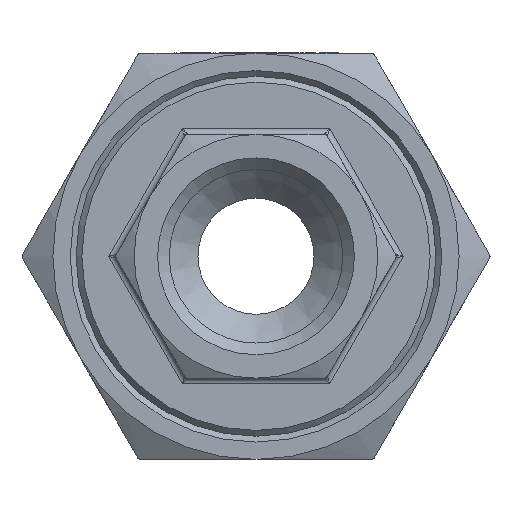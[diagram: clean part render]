
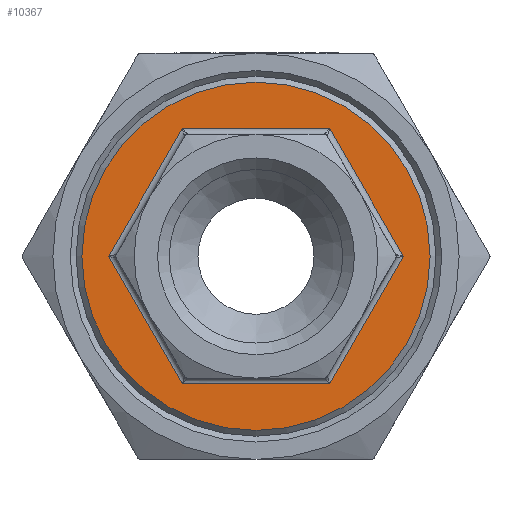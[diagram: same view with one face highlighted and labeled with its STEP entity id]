
A CAD part, left-side view. The second image highlights one B-rep face of the part: STEP entity #10367.
In plain terms, the highlighted planar face has unit normal (-1, 0, 0).
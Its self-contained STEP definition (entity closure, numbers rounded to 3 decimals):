
#970 = VERTEX_POINT ( 'NONE', #14293 ) ;
#999 = VERTEX_POINT ( 'NONE', #14376 ) ;
#1006 = VERTEX_POINT ( 'NONE', #14336 ) ;
#1033 = VERTEX_POINT ( 'NONE', #14348 ) ;
#1043 = VERTEX_POINT ( 'NONE', #14328 ) ;
#1084 = VERTEX_POINT ( 'NONE', #14416 ) ;
#1920 = EDGE_LOOP ( 'NONE', ( #7627 ) ) ;
#1931 = EDGE_LOOP ( 'NONE', ( #7649, #7656, #7666, #7685, #7621, #7670 ) ) ;
#2934 = DIRECTION ( 'NONE',  ( 0., -0.5, 0.866 ) ) ;
#2937 = LINE ( 'NONE', #2942, #10542 ) ;
#2942 = CARTESIAN_POINT ( 'NONE',  ( -7.75, -8.011, -8.125 ) ) ;
#2945 = LINE ( 'NONE', #2977, #10544 ) ;
#2977 = CARTESIAN_POINT ( 'NONE',  ( -7.75, 11.042, -2.875 ) ) ;
#2982 = DIRECTION ( 'NONE',  ( 0., -0.5, -0.866 ) ) ;
#3041 = LINE ( 'NONE', #3042, #5839 ) ;
#3042 = CARTESIAN_POINT ( 'NONE',  ( -7.75, 3.031, -11. ) ) ;
#3057 = DIRECTION ( 'NONE',  ( 0., -1., 0. ) ) ;
#5701 = AXIS2_PLACEMENT_3D ( 'NONE', #12511, #12466, #12459 ) ;
#5839 = VECTOR ( 'NONE', #3057, 1000. ) ;
#7621 = ORIENTED_EDGE ( 'NONE', *, *, #8458, .F. ) ;
#7627 = ORIENTED_EDGE ( 'NONE', *, *, #7854, .T. ) ;
#7649 = ORIENTED_EDGE ( 'NONE', *, *, #8472, .F. ) ;
#7656 = ORIENTED_EDGE ( 'NONE', *, *, #7866, .F. ) ;
#7666 = ORIENTED_EDGE ( 'NONE', *, *, #7895, .F. ) ;
#7670 = ORIENTED_EDGE ( 'NONE', *, *, #8495, .F. ) ;
#7685 = ORIENTED_EDGE ( 'NONE', *, *, #7867, .F. ) ;
#7854 = EDGE_CURVE ( 'NONE', #11516, #11516, #10630, .T. ) ;
#7866 = EDGE_CURVE ( 'NONE', #1033, #970, #14622, .T. ) ;
#7867 = EDGE_CURVE ( 'NONE', #1006, #1043, #14638, .T. ) ;
#7895 = EDGE_CURVE ( 'NONE', #1043, #1033, #14708, .T. ) ;
#8458 = EDGE_CURVE ( 'NONE', #1084, #1006, #2937, .T. ) ;
#8472 = EDGE_CURVE ( 'NONE', #970, #999, #2945, .T. ) ;
#8495 = EDGE_CURVE ( 'NONE', #999, #1084, #3041, .T. ) ;
#10367 = ADVANCED_FACE ( 'NONE', ( #12479, #12488 ), #12465, .F. ) ;
#10542 = VECTOR ( 'NONE', #2934, 1000. ) ;
#10544 = VECTOR ( 'NONE', #2982, 1000. ) ;
#10621 = VECTOR ( 'NONE', #14711, 1000. ) ;
#10630 = CIRCLE ( 'NONE', #10634, 15. ) ;
#10633 = VECTOR ( 'NONE', #14618, 1000. ) ;
#10634 = AXIS2_PLACEMENT_3D ( 'NONE', #14558, #14570, #14591 ) ;
#10639 = VECTOR ( 'NONE', #14623, 1000. ) ;
#11516 = VERTEX_POINT ( 'NONE', #11521 ) ;
#11521 = CARTESIAN_POINT ( 'NONE',  ( -7.75, 0., 15. ) ) ;
#12459 = DIRECTION ( 'NONE',  ( 0., 1., 0. ) ) ;
#12465 = PLANE ( 'NONE',  #5701 ) ;
#12466 = DIRECTION ( 'NONE',  ( 1., 0., 0. ) ) ;
#12479 = FACE_OUTER_BOUND ( 'NONE', #1920, .T. ) ;
#12488 = FACE_BOUND ( 'NONE', #1931, .T. ) ;
#12511 = CARTESIAN_POINT ( 'NONE',  ( -7.75, 0., 0. ) ) ;
#14293 = CARTESIAN_POINT ( 'NONE',  ( -7.75, 12.702, 0. ) ) ;
#14328 = CARTESIAN_POINT ( 'NONE',  ( -7.75, -6.351, 11. ) ) ;
#14336 = CARTESIAN_POINT ( 'NONE',  ( -7.75, -12.702, 0. ) ) ;
#14348 = CARTESIAN_POINT ( 'NONE',  ( -7.75, 6.351, 11. ) ) ;
#14376 = CARTESIAN_POINT ( 'NONE',  ( -7.75, 6.351, -11. ) ) ;
#14416 = CARTESIAN_POINT ( 'NONE',  ( -7.75, -6.351, -11. ) ) ;
#14558 = CARTESIAN_POINT ( 'NONE',  ( -7.75, 0., 0. ) ) ;
#14570 = DIRECTION ( 'NONE',  ( -1., 0., 0. ) ) ;
#14591 = DIRECTION ( 'NONE',  ( 0., 0., 1. ) ) ;
#14617 = CARTESIAN_POINT ( 'NONE',  ( -7.75, 8.011, 8.125 ) ) ;
#14618 = DIRECTION ( 'NONE',  ( 0., 0.5, 0.866 ) ) ;
#14622 = LINE ( 'NONE', #14617, #10639 ) ;
#14623 = DIRECTION ( 'NONE',  ( 0., 0.5, -0.866 ) ) ;
#14638 = LINE ( 'NONE', #14644, #10633 ) ;
#14644 = CARTESIAN_POINT ( 'NONE',  ( -7.75, -11.042, 2.875 ) ) ;
#14700 = CARTESIAN_POINT ( 'NONE',  ( -7.75, -3.031, 11. ) ) ;
#14708 = LINE ( 'NONE', #14700, #10621 ) ;
#14711 = DIRECTION ( 'NONE',  ( 0., 1., 0. ) ) ;
